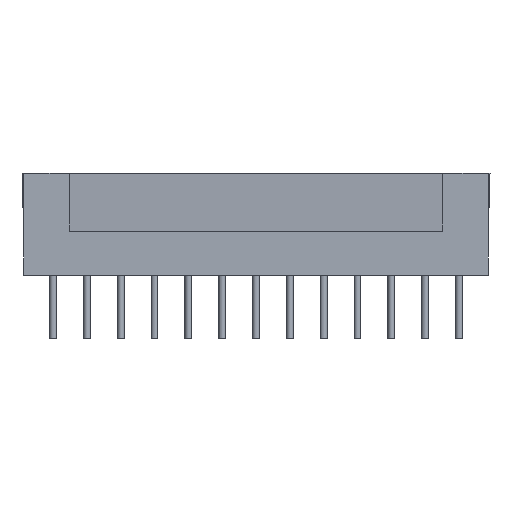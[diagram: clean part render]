
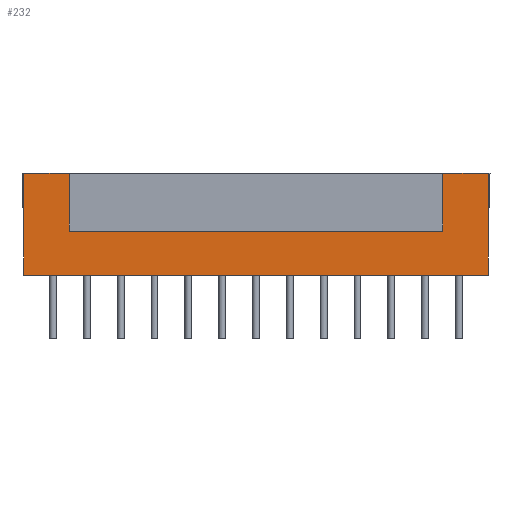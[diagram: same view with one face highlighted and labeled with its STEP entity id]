
A CAD part, front view. The second image highlights one B-rep face of the part: STEP entity #232.
In plain terms, the highlighted planar face has unit normal (0, -1, 0).
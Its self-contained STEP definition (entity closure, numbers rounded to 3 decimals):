
#232=ADVANCED_FACE('',(#2101),#2102,.T.);
#2101=FACE_OUTER_BOUND('',#5597,.T.);
#2102=PLANE('',#5598);
#5597=EDGE_LOOP('',(#10537,#10538,#10539,#10540,#10541,#10542,#10543,#10544));
#5598=AXIS2_PLACEMENT_3D('',#10545,#10546,#10547);
#10537=ORIENTED_EDGE('',*,*,#23793,.F.);
#10538=ORIENTED_EDGE('',*,*,#24311,.T.);
#10539=ORIENTED_EDGE('',*,*,#24317,.F.);
#10540=ORIENTED_EDGE('',*,*,#24318,.F.);
#10541=ORIENTED_EDGE('',*,*,#23797,.F.);
#10542=ORIENTED_EDGE('',*,*,#24319,.F.);
#10543=ORIENTED_EDGE('',*,*,#24320,.F.);
#10544=ORIENTED_EDGE('',*,*,#24321,.T.);
#10545=CARTESIAN_POINT('',(-17.45,-17.45,0.0));
#10546=DIRECTION('',(0.0,-1.0,0.0));
#10547=DIRECTION('',(0.0,0.0,-1.0));
#23793=EDGE_CURVE('',#29163,#29165,#29166,.T.);
#23797=EDGE_CURVE('',#29171,#29173,#29174,.T.);
#24311=EDGE_CURVE('',#29163,#30193,#30195,.T.);
#24317=EDGE_CURVE('',#30203,#30193,#30204,.T.);
#24318=EDGE_CURVE('',#29173,#30203,#30205,.T.);
#24319=EDGE_CURVE('',#30206,#29171,#30207,.T.);
#24320=EDGE_CURVE('',#30208,#30206,#30209,.T.);
#24321=EDGE_CURVE('',#30208,#29165,#30210,.T.);
#29163=VERTEX_POINT('',#37287);
#29165=VERTEX_POINT('',#37290);
#29166=LINE('',#37291,#37292);
#29171=VERTEX_POINT('',#37299);
#29173=VERTEX_POINT('',#37302);
#29174=LINE('',#37303,#37304);
#30193=VERTEX_POINT('',#38675);
#30195=LINE('',#38678,#38679);
#30203=VERTEX_POINT('',#38692);
#30204=LINE('',#38693,#38694);
#30205=LINE('',#38695,#38696);
#30206=VERTEX_POINT('',#38697);
#30207=LINE('',#38698,#38699);
#30208=VERTEX_POINT('',#38700);
#30209=LINE('',#38701,#38702);
#30210=LINE('',#38703,#38704);
#37287=CARTESIAN_POINT('',(-17.45,-17.45,0.0));
#37290=CARTESIAN_POINT('',(-14.025,-17.45,0.0));
#37291=CARTESIAN_POINT('',(-17.45,-17.45,0.0));
#37292=VECTOR('',#47953,3.425);
#37299=CARTESIAN_POINT('',(14.025,-17.45,0.0));
#37302=CARTESIAN_POINT('',(17.45,-17.45,0.0));
#37303=CARTESIAN_POINT('',(14.025,-17.45,0.0));
#37304=VECTOR('',#47957,3.425);
#38675=CARTESIAN_POINT('',(-17.45,-17.45,-7.66));
#38678=CARTESIAN_POINT('',(-17.45,-17.45,0.0));
#38679=VECTOR('',#48791,7.66);
#38692=CARTESIAN_POINT('',(17.45,-17.45,-7.66));
#38693=CARTESIAN_POINT('',(17.45,-17.45,-7.66));
#38694=VECTOR('',#48797,34.9);
#38695=CARTESIAN_POINT('',(17.45,-17.45,0.0));
#38696=VECTOR('',#48798,7.66);
#38697=CARTESIAN_POINT('',(14.025,-17.45,-4.35));
#38698=CARTESIAN_POINT('',(14.025,-17.45,-4.35));
#38699=VECTOR('',#48799,4.35);
#38700=CARTESIAN_POINT('',(-14.025,-17.45,-4.35));
#38701=CARTESIAN_POINT('',(-14.025,-17.45,-4.35));
#38702=VECTOR('',#48800,28.05);
#38703=CARTESIAN_POINT('',(-14.025,-17.45,-4.35));
#38704=VECTOR('',#48801,4.35);
#47953=DIRECTION('',(1.0,0.0,0.0));
#47957=DIRECTION('',(1.0,0.0,0.0));
#48791=DIRECTION('',(0.0,0.0,-1.0));
#48797=DIRECTION('',(-1.0,0.0,0.0));
#48798=DIRECTION('',(0.0,0.0,-1.0));
#48799=DIRECTION('',(0.0,0.0,1.0));
#48800=DIRECTION('',(1.0,0.0,0.0));
#48801=DIRECTION('',(0.0,0.0,1.0));
